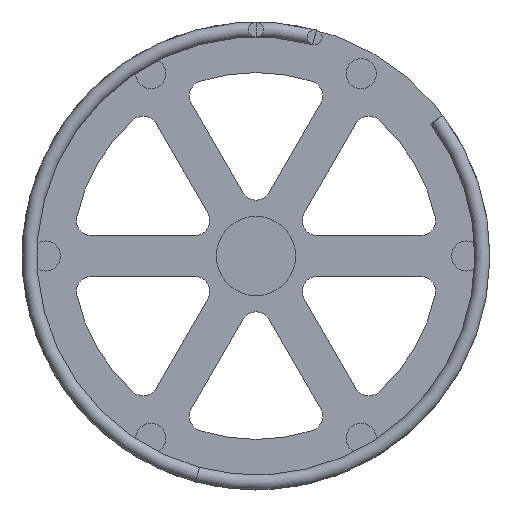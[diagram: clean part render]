
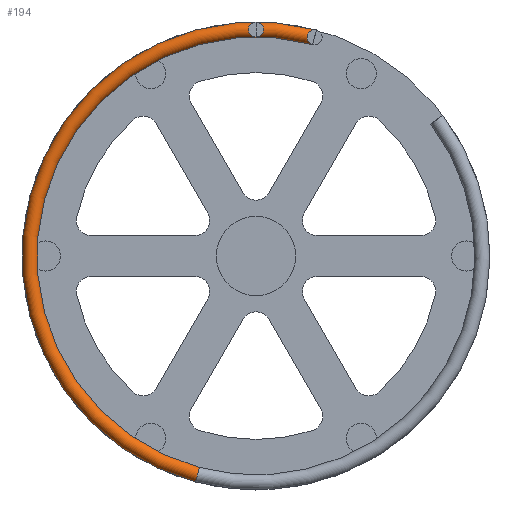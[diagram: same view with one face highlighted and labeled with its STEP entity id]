
A CAD part, front view. The second image highlights one B-rep face of the part: STEP entity #194.
In plain terms, the highlighted toroidal (fillet/blend) face has major radius 30 mm and minor radius 1 mm.
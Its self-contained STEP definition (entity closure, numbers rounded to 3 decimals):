
#194=ADVANCED_FACE('',(#376),#377,.T.);
#376=FACE_OUTER_BOUND('',#765,.T.);
#377=TOROIDAL_SURFACE('',#766,30.0,1.0);
#765=EDGE_LOOP('',(#1199,#1200,#1201,#1202));
#766=AXIS2_PLACEMENT_3D('',#1203,#1204,#1205);
#1199=ORIENTED_EDGE('',*,*,#2437,.T.);
#1200=ORIENTED_EDGE('',*,*,#2440,.T.);
#1201=ORIENTED_EDGE('',*,*,#2439,.T.);
#1202=ORIENTED_EDGE('',*,*,#2441,.F.);
#1203=CARTESIAN_POINT('',(0.0,-15.0,0.0));
#1204=DIRECTION('',(0.0,-1.0,-0.0));
#1205=DIRECTION('',(-0.259,0.0,-0.966));
#2437=EDGE_CURVE('',#2862,#2854,#2863,.T.);
#2439=EDGE_CURVE('',#2857,#2864,#2866,.T.);
#2440=EDGE_CURVE('',#2854,#2857,#2867,.T.);
#2441=EDGE_CURVE('',#2862,#2864,#2868,.T.);
#2854=VERTEX_POINT('',#3528);
#2857=VERTEX_POINT('',#3531);
#2862=VERTEX_POINT('',#3536);
#2863=CIRCLE('',#3537,31.0);
#2864=VERTEX_POINT('',#3538);
#2866=CIRCLE('',#3540,29.0);
#2867=CIRCLE('',#3541,1.0);
#2868=CIRCLE('',#3542,1.0);
#3528=CARTESIAN_POINT('',(-8.023,-15.0,-29.944));
#3531=CARTESIAN_POINT('',(-7.506,-15.0,-28.012));
#3536=CARTESIAN_POINT('',(8.023,-15.0,29.944));
#3537=AXIS2_PLACEMENT_3D('',#4394,#4395,#4396);
#3538=CARTESIAN_POINT('',(7.506,-15.0,28.012));
#3540=AXIS2_PLACEMENT_3D('',#4400,#4401,#4402);
#3541=AXIS2_PLACEMENT_3D('',#4403,#4404,#4405);
#3542=AXIS2_PLACEMENT_3D('',#4406,#4407,#4408);
#4394=CARTESIAN_POINT('',(0.0,-15.0,0.0));
#4395=DIRECTION('',(0.0,-1.0,0.0));
#4396=DIRECTION('',(0.0,0.0,-1.0));
#4400=CARTESIAN_POINT('',(0.0,-15.0,0.0));
#4401=DIRECTION('',(-0.0,1.0,0.0));
#4402=DIRECTION('',(0.0,0.0,-1.0));
#4403=CARTESIAN_POINT('',(-7.765,-15.0,-28.978));
#4404=DIRECTION('',(-0.966,-0.0,0.259));
#4405=DIRECTION('',(-0.259,0.0,-0.966));
#4406=CARTESIAN_POINT('',(7.765,-15.0,28.978));
#4407=DIRECTION('',(0.966,0.0,-0.259));
#4408=DIRECTION('',(0.259,0.0,0.966));
